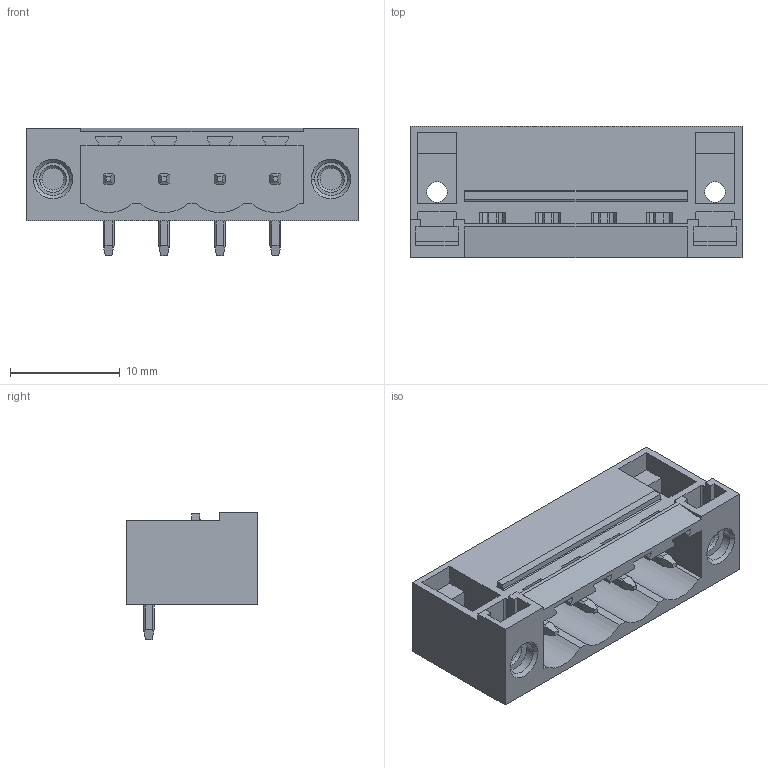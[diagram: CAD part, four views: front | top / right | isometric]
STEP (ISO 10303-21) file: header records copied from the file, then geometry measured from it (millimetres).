
FILE_DESCRIPTION(('CATIA V5 STEP Exchange','CAx-IF Rec.Pracs.--- Model Styling and Organization---1.2---2011-12-15'),'2;1');
FILE_NAME ('D1449165_0', '2018-10-26T07:11:29+00:00', ('none'), ('Weidmueller'), 'CATIA Version 5-6 Release 2014', 'CATIA V5 STEP AP214', 'none');
FILE_SCHEMA(('AUTOMOTIVE_DESIGN { 1 0 10303 214 1 1 1 1 }'));
Length unit declared in the file: millimetre
Products named in the file (1): 1148680000
Bounding box: 30.32 x 12 x 11.63 mm (x, y, z)
Volume: 1517.7 mm3; surface area: 2743.3 mm2
Topology: 7 solids, 7 shells, 305 faces, 833 edges, 538 vertices
Faces by surface type: plane 199, cylinder 90, cone 16
Entity records: 8878 total; most frequent: CARTESIAN_POINT 1841, ORIENTED_EDGE 1666, DIRECTION 1053, EDGE_CURVE 827, VECTOR 603, LINE 603, VERTEX_POINT 530, EDGE_LOOP 333
